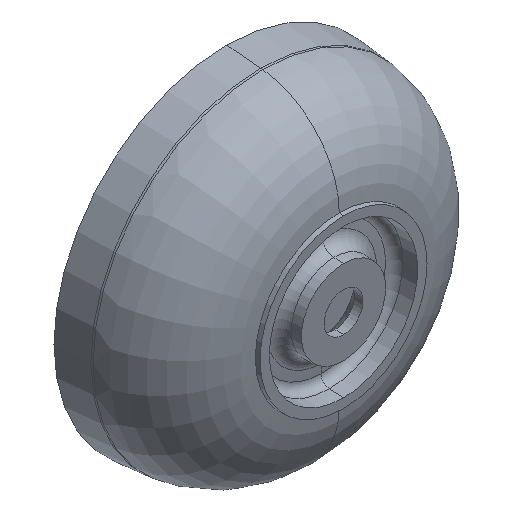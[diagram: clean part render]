
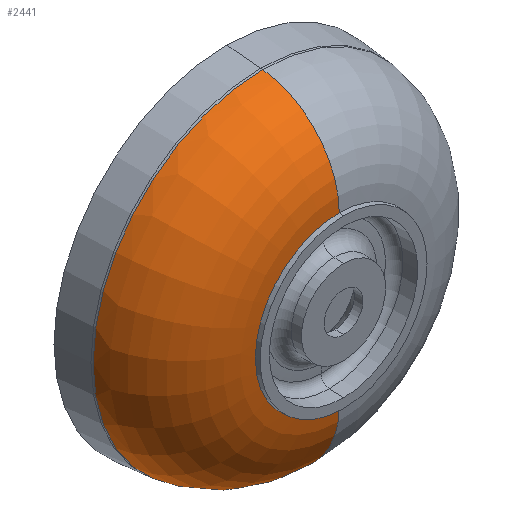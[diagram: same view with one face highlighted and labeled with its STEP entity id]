
A CAD part, isometric view. The second image highlights one B-rep face of the part: STEP entity #2441.
In plain terms, the highlighted toroidal (fillet/blend) face has major radius 97 mm and minor radius 100.002 mm.
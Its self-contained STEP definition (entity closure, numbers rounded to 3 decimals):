
#31 = AXIS2_PLACEMENT_3D ( 'NONE', #1103, #334, #3135 ) ;
#122 = DIRECTION ( 'NONE',  ( 0., 0., -1. ) ) ;
#186 = ORIENTED_EDGE ( 'NONE', *, *, #1174, .T. ) ;
#231 = VERTEX_POINT ( 'NONE', #3014 ) ;
#334 = DIRECTION ( 'NONE',  ( 1., 0., 0. ) ) ;
#438 = CARTESIAN_POINT ( 'NONE',  ( 0., -41.587, -196.328 ) ) ;
#515 = CIRCLE ( 'NONE', #2510, 100.002 ) ;
#643 = DIRECTION ( 'NONE',  ( 0., 0., 1. ) ) ;
#713 = TOROIDAL_SURFACE ( 'NONE', #2552, 97., 100.002 ) ;
#770 = FACE_OUTER_BOUND ( 'NONE', #1225, .T. ) ;
#928 = CIRCLE ( 'NONE', #31, 100.002 ) ;
#1030 = EDGE_CURVE ( 'NONE', #2964, #1420, #3089, .T. ) ;
#1043 = CIRCLE ( 'NONE', #2983, 97. ) ;
#1055 = CARTESIAN_POINT ( 'NONE',  ( 0., -130., 0. ) ) ;
#1103 = CARTESIAN_POINT ( 'NONE',  ( 0., -29.998, -97. ) ) ;
#1123 = DIRECTION ( 'NONE',  ( -1., 0., 0. ) ) ;
#1174 = EDGE_CURVE ( 'NONE', #1649, #2964, #515, .T. ) ;
#1225 = EDGE_LOOP ( 'NONE', ( #3069, #2088, #186, #1758 ) ) ;
#1285 = DIRECTION ( 'NONE',  ( 0., -1., 0. ) ) ;
#1299 = DIRECTION ( 'NONE',  ( 0., 1., 0. ) ) ;
#1420 = VERTEX_POINT ( 'NONE', #438 ) ;
#1527 = CARTESIAN_POINT ( 'NONE',  ( 0., -41.587, 0. ) ) ;
#1649 = VERTEX_POINT ( 'NONE', #3116 ) ;
#1758 = ORIENTED_EDGE ( 'NONE', *, *, #1030, .T. ) ;
#1778 = CARTESIAN_POINT ( 'NONE',  ( 0., -29.998, 0. ) ) ;
#1828 = DIRECTION ( 'NONE',  ( 0., 0., 1. ) ) ;
#2088 = ORIENTED_EDGE ( 'NONE', *, *, #2957, .F. ) ;
#2277 = DIRECTION ( 'NONE',  ( 0., 0., 1. ) ) ;
#2414 = CARTESIAN_POINT ( 'NONE',  ( 0., -41.587, 196.328 ) ) ;
#2441 = ADVANCED_FACE ( 'NONE', ( #770 ), #713, .T. ) ;
#2510 = AXIS2_PLACEMENT_3D ( 'NONE', #3141, #1123, #643 ) ;
#2515 = EDGE_CURVE ( 'NONE', #231, #1420, #928, .T. ) ;
#2552 = AXIS2_PLACEMENT_3D ( 'NONE', #1778, #1299, #1828 ) ;
#2957 = EDGE_CURVE ( 'NONE', #1649, #231, #1043, .T. ) ;
#2964 = VERTEX_POINT ( 'NONE', #2414 ) ;
#2983 = AXIS2_PLACEMENT_3D ( 'NONE', #1055, #3080, #122 ) ;
#2987 = AXIS2_PLACEMENT_3D ( 'NONE', #1527, #1285, #2277 ) ;
#3014 = CARTESIAN_POINT ( 'NONE',  ( 0., -130., -97. ) ) ;
#3069 = ORIENTED_EDGE ( 'NONE', *, *, #2515, .F. ) ;
#3080 = DIRECTION ( 'NONE',  ( 0., -1., 0. ) ) ;
#3089 = CIRCLE ( 'NONE', #2987, 196.328 ) ;
#3116 = CARTESIAN_POINT ( 'NONE',  ( 0., -130., 97. ) ) ;
#3135 = DIRECTION ( 'NONE',  ( 0., 0., -1. ) ) ;
#3141 = CARTESIAN_POINT ( 'NONE',  ( 0., -29.998, 97. ) ) ;
